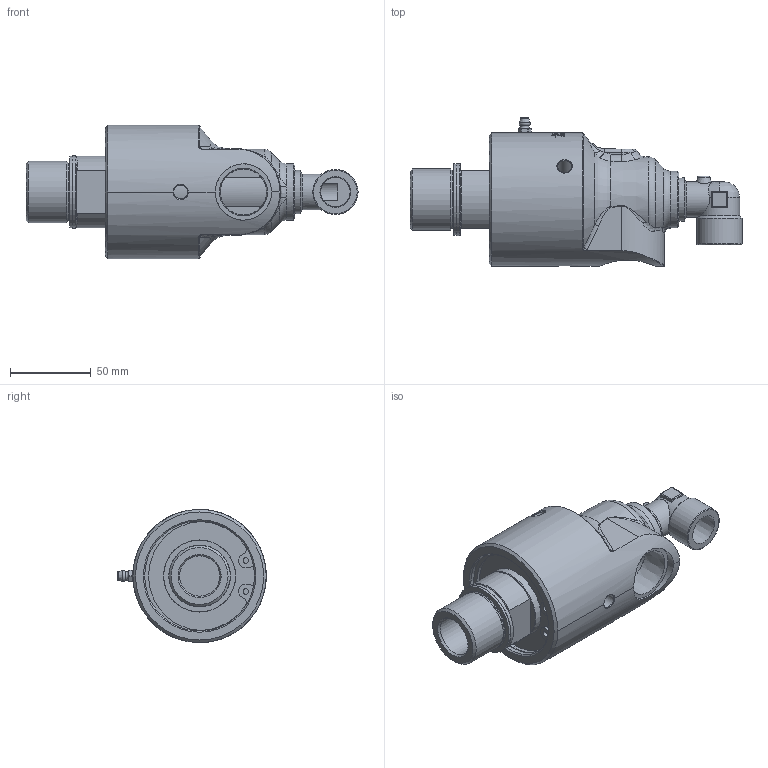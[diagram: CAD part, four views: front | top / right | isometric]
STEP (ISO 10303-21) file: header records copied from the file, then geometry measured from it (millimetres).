
FILE_DESCRIPTION(/* description */ (''),/* implementation_level */ '2;1');
FILE_NAME(/* name */ '355-000-019083-IC.stp',/* time_stamp */ '2020-05-17T18:29:01-05:00',/* author */ ('Moorera'),/* organization */ (''),/* preprocessor_version */ 'ST-DEVELOPER v18.1',/* originating_system */ 'Autodesk Inventor 2020',/* authorisation */ '');
FILE_SCHEMA (('AUTOMOTIVE_DESIGN { 1 0 10303 214 3 1 1 }'));
Length unit declared in the file: millimetre
Products named in the file (1): 355-000-019083-IC
Bounding box: 205.74 x 92.01 x 82.6 mm (x, y, z)
Volume: 497856.9 mm3; surface area: 60862.1 mm2
Topology: 1 solids, 3 shells, 566 faces, 1499 edges, 991 vertices
Faces by surface type: bspline 276, plane 135, cylinder 93, cone 47, torus 12, sphere 3
Full cylindrical faces by diameter (mm): 2.005 x1, 3.444 x2, 3.5 x1, 5.359 x1, 8.6 x3, 14.5 x1, 17.4 x1, 18.25 x1, 22 x1, 25 x1, 28 x1, 28.575 x1, 34.9 x1, 38.052 x1, 38.25 x1, 44.5 x1, 44.65 x2, 68.1 x1
Entity records: 30000 total; most frequent: CARTESIAN_POINT 17079, ORIENTED_EDGE 2992, DIRECTION 2016, EDGE_CURVE 1496, VERTEX_POINT 991, AXIS2_PLACEMENT_3D 772, EDGE_LOOP 625, FACE_OUTER_BOUND 566
